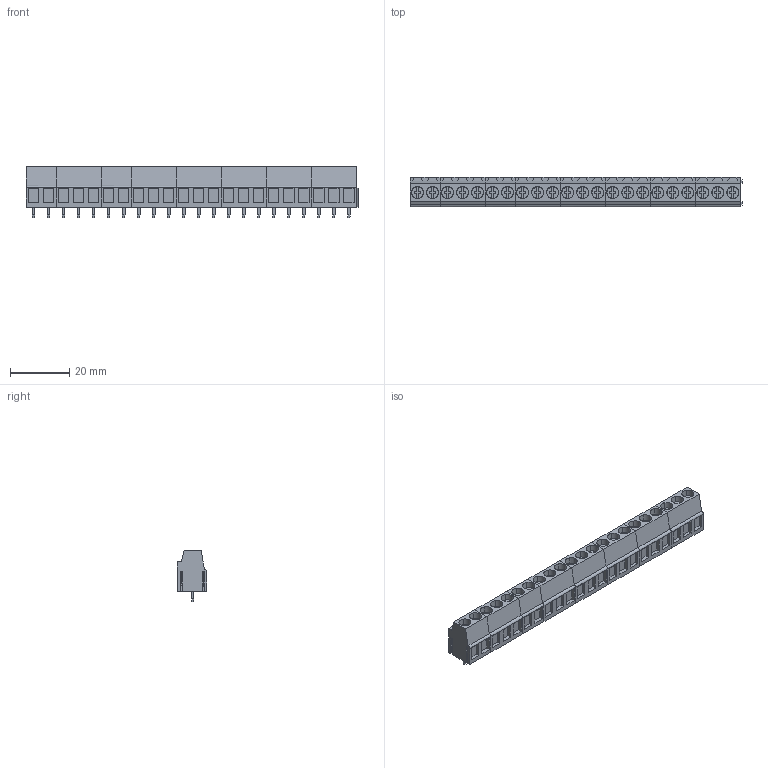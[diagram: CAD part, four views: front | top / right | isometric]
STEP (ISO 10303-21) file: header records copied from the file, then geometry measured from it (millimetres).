
FILE_DESCRIPTION(('CATIA V5 STEP Exchange','CAx-IF Rec.Pracs.--- Model Styling and Organization---1.2---2011-12-15'),'2;1');
FILE_NAME ('D1465142_0_9994310000_9994310000.stp','2018-03-31T10:11:30+00:00',('none'),('Weidmueller'),'CATIA Version 5-6 Release 2014','CATIA V5 STEP AP214','none');
FILE_SCHEMA(('AUTOMOTIVE_DESIGN { 1 0 10303 214 1 1 1 1 }'));
Products named in the file (1): 9994310000
Bounding box: 112.31 x 10 x 17.3 mm (x, y, z)
Volume: 10781.2 mm3; surface area: 13018 mm2
Topology: 52 solids, 52 shells, 1998 faces, 5330 edges, 3524 vertices
Faces by surface type: plane 1682, cylinder 316
Entity records: 61429 total; most frequent: CARTESIAN_POINT 12341, ORIENTED_EDGE 10660, DIRECTION 8942, EDGE_CURVE 5330, VECTOR 4390, LINE 4390, VERTEX_POINT 3524, AXIS2_PLACEMENT_3D 2554
